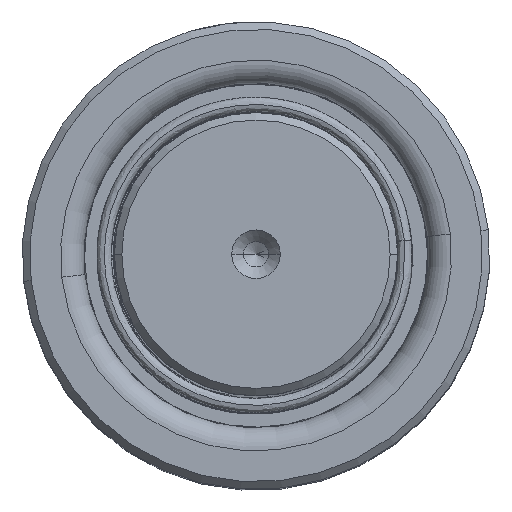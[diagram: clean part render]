
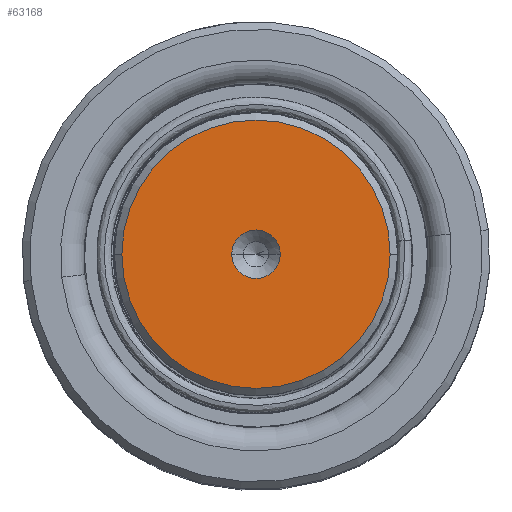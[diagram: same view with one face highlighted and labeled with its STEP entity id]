
A CAD part, top view. The second image highlights one B-rep face of the part: STEP entity #63168.
In plain terms, the highlighted planar face has unit normal (0, 0, 1).
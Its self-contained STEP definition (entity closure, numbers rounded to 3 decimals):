
#2970 = CARTESIAN_POINT ( 'NONE',  ( 3.85, 0., 220. ) ) ;
#3351 = CIRCLE ( 'NONE', #51031, 3.85 ) ;
#3470 = ORIENTED_EDGE ( 'NONE', *, *, #44549, .F. ) ;
#8427 = CIRCLE ( 'NONE', #56870, 21.314 ) ;
#9292 = CIRCLE ( 'NONE', #10055, 21.314 ) ;
#10055 = AXIS2_PLACEMENT_3D ( 'NONE', #36573, #57300, #32020 ) ;
#11538 = DIRECTION ( 'NONE',  ( 0., 0., 1. ) ) ;
#12735 = CARTESIAN_POINT ( 'NONE',  ( -21.314, 0., 220. ) ) ;
#12997 = CARTESIAN_POINT ( 'NONE',  ( 0., 0., 220. ) ) ;
#14382 = FACE_BOUND ( 'NONE', #48356, .T. ) ;
#14593 = VERTEX_POINT ( 'NONE', #23134 ) ;
#14973 = EDGE_CURVE ( 'NONE', #57117, #14593, #3351, .T. ) ;
#17452 = CARTESIAN_POINT ( 'NONE',  ( 0., 0., 220. ) ) ;
#22436 = DIRECTION ( 'NONE',  ( 0., 0., 1. ) ) ;
#23134 = CARTESIAN_POINT ( 'NONE',  ( -3.85, 0., 220. ) ) ;
#24985 = AXIS2_PLACEMENT_3D ( 'NONE', #17452, #22436, #27448 ) ;
#26321 = ORIENTED_EDGE ( 'NONE', *, *, #14973, .F. ) ;
#27448 = DIRECTION ( 'NONE',  ( 1., 0., 0. ) ) ;
#29721 = CARTESIAN_POINT ( 'NONE',  ( 0., 0., 220. ) ) ;
#30919 = ORIENTED_EDGE ( 'NONE', *, *, #46260, .T. ) ;
#31392 = AXIS2_PLACEMENT_3D ( 'NONE', #12997, #38009, #47841 ) ;
#32020 = DIRECTION ( 'NONE',  ( 1., 0., 0. ) ) ;
#34524 = VERTEX_POINT ( 'NONE', #58935 ) ;
#36573 = CARTESIAN_POINT ( 'NONE',  ( 0., 0., 220. ) ) ;
#38009 = DIRECTION ( 'NONE',  ( 0., 0., 1. ) ) ;
#39078 = DIRECTION ( 'NONE',  ( 1., 0., 0. ) ) ;
#40839 = FACE_OUTER_BOUND ( 'NONE', #60909, .T. ) ;
#40930 = EDGE_CURVE ( 'NONE', #63987, #34524, #9292, .T. ) ;
#41691 = ORIENTED_EDGE ( 'NONE', *, *, #40930, .T. ) ;
#42279 = PLANE ( 'NONE',  #24985 ) ;
#43531 = CIRCLE ( 'NONE', #31392, 3.85 ) ;
#44549 = EDGE_CURVE ( 'NONE', #14593, #57117, #43531, .T. ) ;
#45750 = CARTESIAN_POINT ( 'NONE',  ( 0., 0., 220. ) ) ;
#46260 = EDGE_CURVE ( 'NONE', #34524, #63987, #8427, .T. ) ;
#47841 = DIRECTION ( 'NONE',  ( 1., 0., 0. ) ) ;
#48356 = EDGE_LOOP ( 'NONE', ( #26321, #3470 ) ) ;
#51031 = AXIS2_PLACEMENT_3D ( 'NONE', #45750, #11538, #61380 ) ;
#55416 = DIRECTION ( 'NONE',  ( 0., 0., 1. ) ) ;
#56870 = AXIS2_PLACEMENT_3D ( 'NONE', #29721, #55416, #39078 ) ;
#57117 = VERTEX_POINT ( 'NONE', #2970 ) ;
#57300 = DIRECTION ( 'NONE',  ( 0., 0., 1. ) ) ;
#58935 = CARTESIAN_POINT ( 'NONE',  ( 21.314, 0., 220. ) ) ;
#60909 = EDGE_LOOP ( 'NONE', ( #41691, #30919 ) ) ;
#61380 = DIRECTION ( 'NONE',  ( 1., 0., 0. ) ) ;
#63168 = ADVANCED_FACE ( 'NONE', ( #14382, #40839 ), #42279, .T. ) ;
#63987 = VERTEX_POINT ( 'NONE', #12735 ) ;
